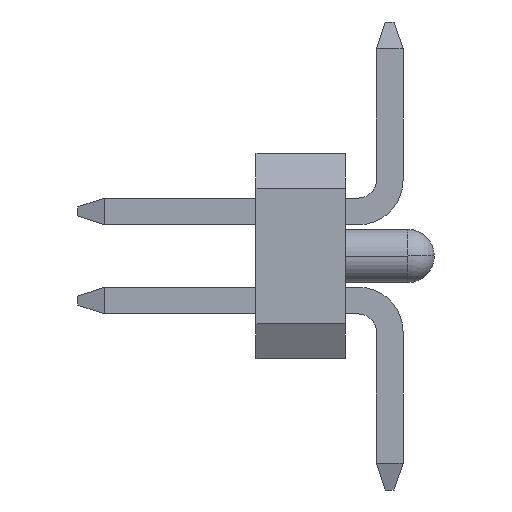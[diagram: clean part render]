
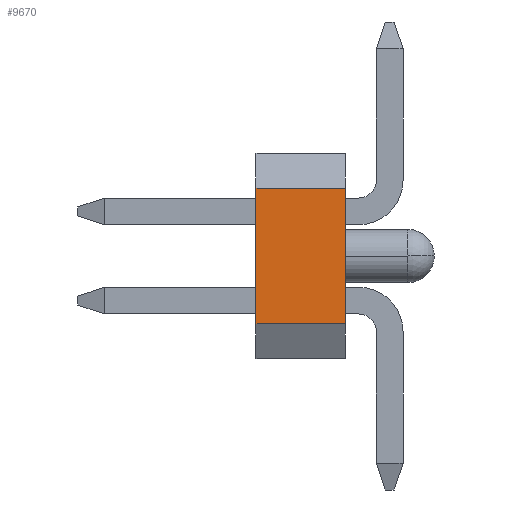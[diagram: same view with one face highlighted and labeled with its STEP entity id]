
A CAD part, left-side view. The second image highlights one B-rep face of the part: STEP entity #9670.
In plain terms, the highlighted planar face has unit normal (-1, 0, 0).
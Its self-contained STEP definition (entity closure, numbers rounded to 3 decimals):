
#5=DIRECTION('',(0.,0.,1.));
#6=VECTOR('',#5,1.521);
#7=CARTESIAN_POINT('',(-6.,0.,-0.76));
#8=LINE('',#7,#6);
#1093=DIRECTION('',(0.,0.,1.));
#1094=VECTOR('',#1093,1.521);
#1095=CARTESIAN_POINT('',(-6.,1.,-0.76));
#1096=LINE('',#1095,#1094);
#1669=DIRECTION('',(0.,1.,0.));
#1670=VECTOR('',#1669,1.);
#1671=CARTESIAN_POINT('',(-6.,0.,-0.76));
#1672=LINE('',#1671,#1670);
#1673=DIRECTION('',(0.,1.,0.));
#1674=VECTOR('',#1673,1.);
#1675=CARTESIAN_POINT('',(-6.,0.,0.76));
#1676=LINE('',#1675,#1674);
#6433=CARTESIAN_POINT('',(-6.,0.,-0.76));
#6435=VERTEX_POINT('',#6433);
#6438=CARTESIAN_POINT('',(-6.,0.,0.76));
#6440=VERTEX_POINT('',#6438);
#6441=CARTESIAN_POINT('',(-6.,1.,-0.76));
#6443=VERTEX_POINT('',#6441);
#6446=CARTESIAN_POINT('',(-6.,1.,0.76));
#6448=VERTEX_POINT('',#6446);
#9659=CARTESIAN_POINT('',(-6.,0.,-1.15));
#9660=DIRECTION('',(-1.,0.,0.));
#9661=DIRECTION('',(0.,0.,1.));
#9662=AXIS2_PLACEMENT_3D('',#9659,#9660,#9661);
#9663=PLANE('',#9662);
#9664=ORIENTED_EDGE('',*,*,#8323,.T.);
#9665=ORIENTED_EDGE('',*,*,#8658,.T.);
#9666=ORIENTED_EDGE('',*,*,#9652,.F.);
#9667=ORIENTED_EDGE('',*,*,#7912,.F.);
#9668=EDGE_LOOP('',(#9664,#9665,#9666,#9667));
#9669=FACE_OUTER_BOUND('',#9668,.F.);
#7912=EDGE_CURVE('',#6435,#6440,#8,.T.);
#8323=EDGE_CURVE('',#6435,#6443,#1672,.T.);
#8658=EDGE_CURVE('',#6443,#6448,#1096,.T.);
#9652=EDGE_CURVE('',#6440,#6448,#1676,.T.);
#9670=ADVANCED_FACE('',(#9669),#9663,.T.);
